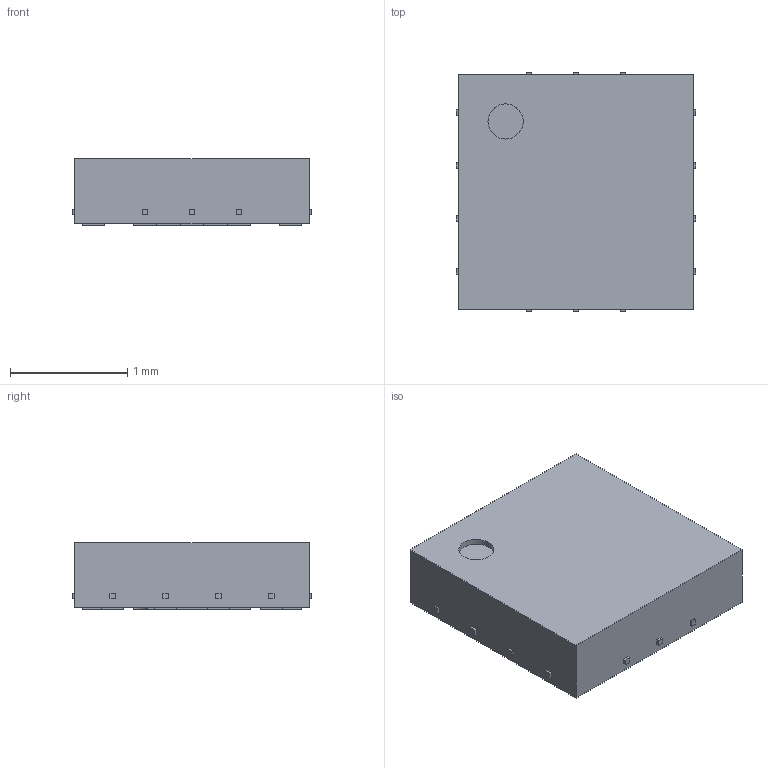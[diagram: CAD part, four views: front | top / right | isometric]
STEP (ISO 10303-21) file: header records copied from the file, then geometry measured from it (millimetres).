
FILE_DESCRIPTION(('FreeCAD Model'),'2;1');
FILE_NAME( 'SKY_QFN_2X2_14L.step', '2018-09-03T16:16:12',('Author'),(''), 'Open CASCADE STEP processor 6.8','FreeCAD','Unknown');
FILE_SCHEMA(('AUTOMOTIVE_DESIGN_CC2 { 1 2 10303 214 -1 1 5 4 }'));
Length unit declared in the file: millimetre
Products named in the file (36): Pocket; Extrude016; Extrude018; Array; Extrude011; Extrude012; Extrude003; Sketch005; Extrude004; Extrude010; Sketch006; Extrude002; Extrude008; Extrude017; Array001; Extrude001; Extrude019; Extrude015; Extrude029; Extrude028; Extrude014; Extrude025; Extrude013; Extrude005; Extrude006; Extrude007; Extrude009; Extrude026; Sketch007; Extrude020; Extrude021; Extrude023; Sketch008; Extrude022; Extrude024; Extrude027
Bounding box: 2.04 x 2.04 x 0.57 mm (x, y, z)
Volume: 2.2 mm3; surface area: 15.9 mm2
Topology: 30 solids, 30 shells, 183 faces, 410 edges, 332 vertices
Faces by surface type: plane 181, cylinder 2
Full cylindrical faces by diameter (mm): 0.3 x1
Entity records: 10481 total; most frequent: CARTESIAN_POINT 1664, DIRECTION 1513, LINE 1134, VECTOR 1134, ORIENTED_EDGE 732, PCURVE 732, DEFINITIONAL_REPRESENTATION 732, EDGE_CURVE 366
